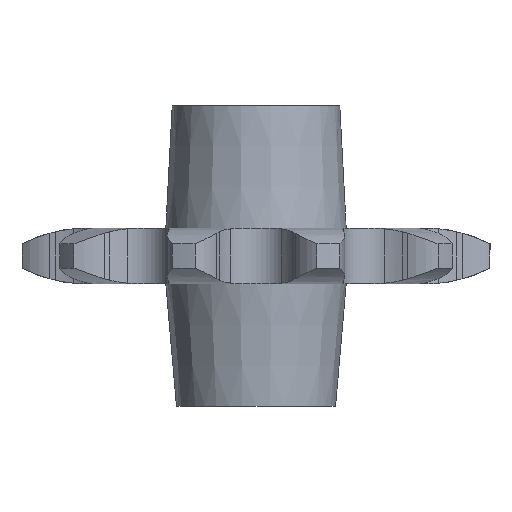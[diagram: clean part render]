
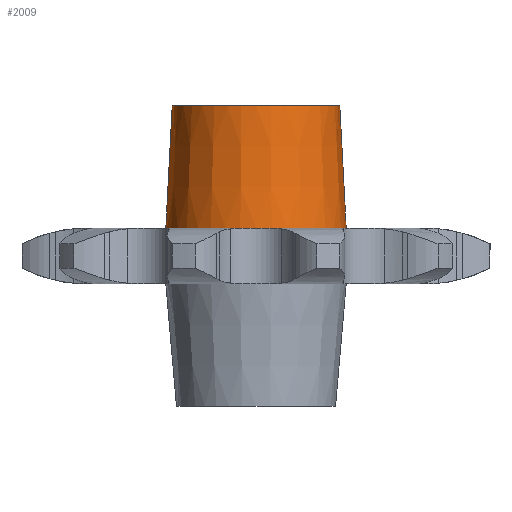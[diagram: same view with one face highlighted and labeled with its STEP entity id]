
A CAD part, front view. The second image highlights one B-rep face of the part: STEP entity #2009.
In plain terms, the highlighted conical face has half-angle 3 degrees and reference radius 4.5 mm.
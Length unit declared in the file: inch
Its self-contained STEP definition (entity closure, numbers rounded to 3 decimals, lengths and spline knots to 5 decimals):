
#15 = EDGE_CURVE ( 'NONE', #5032, #5657, #997, .T. ) ;
#114 = DIRECTION ( 'NONE',  ( -1., 0., 0. ) ) ;
#147 = CONICAL_SURFACE ( 'NONE', #4991, 0.17717, 0.052 ) ;
#339 = DIRECTION ( 'NONE',  ( -1., 0., 0. ) ) ;
#637 = AXIS2_PLACEMENT_3D ( 'NONE', #3830, #3878, #339 ) ;
#997 = LINE ( 'NONE', #1041, #4415 ) ;
#1041 = CARTESIAN_POINT ( 'NONE',  ( 0.17717, 0., 0.05492 ) ) ;
#1273 = ORIENTED_EDGE ( 'NONE', *, *, #1700, .T. ) ;
#1700 = EDGE_CURVE ( 'NONE', #5570, #2057, #4738, .T. ) ;
#1810 = ORIENTED_EDGE ( 'NONE', *, *, #2518, .T. ) ;
#1883 = CARTESIAN_POINT ( 'NONE',  ( -0.16457, 0., 0.29528 ) ) ;
#2009 = ADVANCED_FACE ( 'NONE', ( #2882 ), #147, .T. ) ;
#2057 = VERTEX_POINT ( 'NONE', #5452 ) ;
#2149 = ORIENTED_EDGE ( 'NONE', *, *, #15, .F. ) ;
#2193 = CARTESIAN_POINT ( 'NONE',  ( 0., 0., 0.05492 ) ) ;
#2286 = EDGE_LOOP ( 'NONE', ( #2149, #1810, #1273, #4182 ) ) ;
#2293 = CARTESIAN_POINT ( 'NONE',  ( 0., 0., 0.05492 ) ) ;
#2518 = EDGE_CURVE ( 'NONE', #5032, #5570, #4256, .T. ) ;
#2882 = FACE_OUTER_BOUND ( 'NONE', #2286, .T. ) ;
#3025 = DIRECTION ( 'NONE',  ( -1., 0., 0. ) ) ;
#3163 = VECTOR ( 'NONE', #4253, 39.37008 ) ;
#3203 = DIRECTION ( 'NONE',  ( 0., 0., -1. ) ) ;
#3630 = EDGE_CURVE ( 'NONE', #2057, #5657, #4180, .T. ) ;
#3830 = CARTESIAN_POINT ( 'NONE',  ( 0., 0., 0.29528 ) ) ;
#3878 = DIRECTION ( 'NONE',  ( 0., 0., -1. ) ) ;
#3950 = AXIS2_PLACEMENT_3D ( 'NONE', #2193, #5238, #3025 ) ;
#4160 = DIRECTION ( 'NONE',  ( 0.052, 0., -0.999 ) ) ;
#4180 = CIRCLE ( 'NONE', #3950, 0.17717 ) ;
#4182 = ORIENTED_EDGE ( 'NONE', *, *, #3630, .T. ) ;
#4253 = DIRECTION ( 'NONE',  ( -0.052, 0., -0.999 ) ) ;
#4256 = CIRCLE ( 'NONE', #637, 0.16457 ) ;
#4415 = VECTOR ( 'NONE', #4160, 39.37008 ) ;
#4738 = LINE ( 'NONE', #5410, #3163 ) ;
#4991 = AXIS2_PLACEMENT_3D ( 'NONE', #2293, #3203, #114 ) ;
#5032 = VERTEX_POINT ( 'NONE', #5065 ) ;
#5065 = CARTESIAN_POINT ( 'NONE',  ( 0.16457, 0., 0.29528 ) ) ;
#5238 = DIRECTION ( 'NONE',  ( 0., 0., 1. ) ) ;
#5410 = CARTESIAN_POINT ( 'NONE',  ( -0.17717, 0., 0.05492 ) ) ;
#5434 = CARTESIAN_POINT ( 'NONE',  ( 0.17717, 0., 0.05492 ) ) ;
#5452 = CARTESIAN_POINT ( 'NONE',  ( -0.17717, 0., 0.05492 ) ) ;
#5570 = VERTEX_POINT ( 'NONE', #1883 ) ;
#5657 = VERTEX_POINT ( 'NONE', #5434 ) ;
